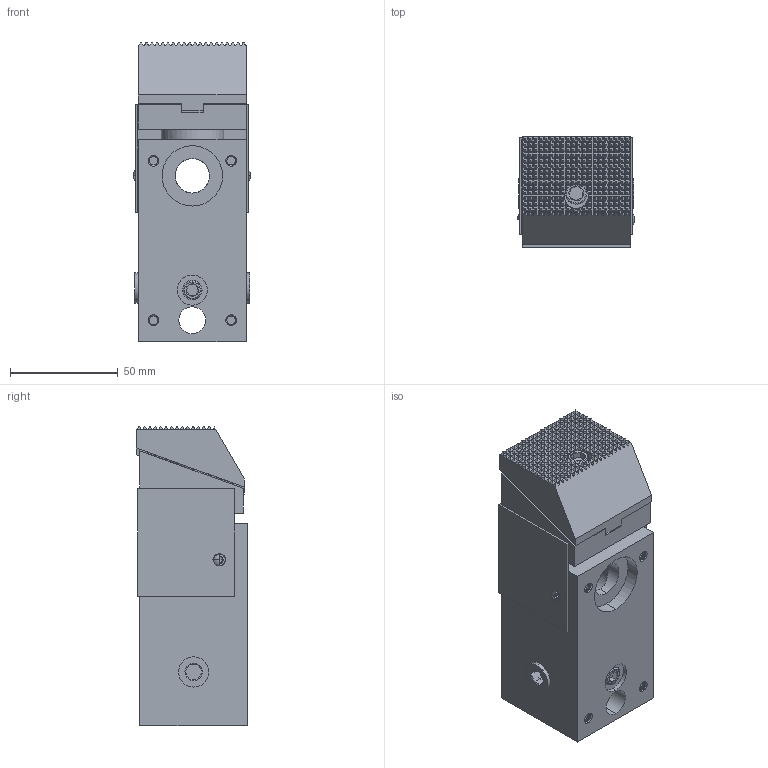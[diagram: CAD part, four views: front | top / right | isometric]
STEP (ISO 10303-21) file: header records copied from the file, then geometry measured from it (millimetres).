
FILE_DESCRIPTION((''),'2;1');
FILE_NAME('ILCM41531120','2022-10-26T12:15:03',('rkuestersteffen'),(''),'CREO PARAMETRIC BY PTC INC, 2021164','CREO PARAMETRIC BY PTC INC, 2021164','');
FILE_SCHEMA(('AUTOMOTIVE_DESIGN { 1 0 10303 214 1 1 1 1 }'));
Length unit declared in the file: millimetre
Products named in the file (1): ILCM41531120
Bounding box: 54.3 x 51.5 x 139 mm (x, y, z)
Volume: 99744.1 mm3; surface area: 73241 mm2
Topology: 5 solids, 6 shells, 1789 faces, 4301 edges, 2799 vertices
Faces by surface type: plane 1503, cone 192, cylinder 75, torus 12, bspline 5, sphere 2
Entity records: 51964 total; most frequent: CARTESIAN_POINT 9943, ORIENTED_EDGE 8585, DIRECTION 8163, EDGE_CURVE 4298, VECTOR 3802, LINE 3802, VERTEX_POINT 2799, AXIS2_PLACEMENT_3D 2179
